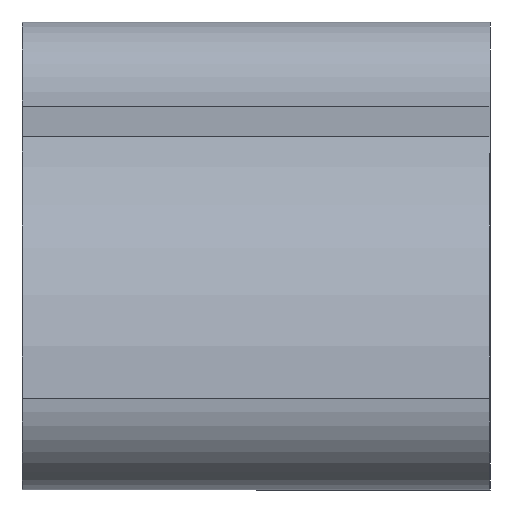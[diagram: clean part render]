
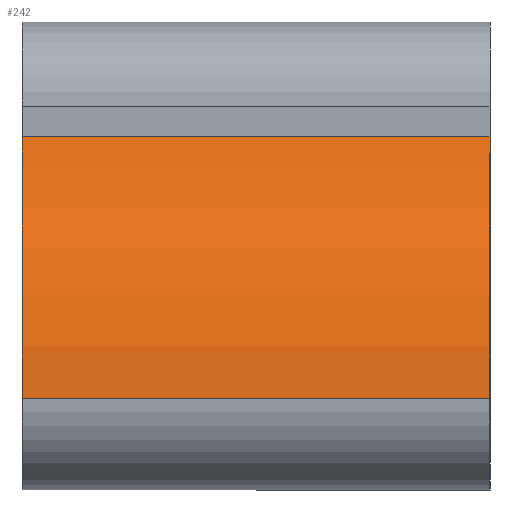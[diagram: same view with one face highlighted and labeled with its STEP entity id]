
A CAD part, left-side view. The second image highlights one B-rep face of the part: STEP entity #242.
In plain terms, the highlighted cylindrical face has radius 10 mm (diameter 20 mm), a partial arc.
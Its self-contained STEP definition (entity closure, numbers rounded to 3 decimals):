
#39=AXIS2_PLACEMENT_3D('Circle Axis2P3D',#37,#38,$) ;
#222=AXIS2_PLACEMENT_3D('Cylinder Axis2P3D',#219,#220,#221) ;
#233=AXIS2_PLACEMENT_3D('Circle Axis2P3D',#231,#232,$) ;
#37=CARTESIAN_POINT('Axis2P3D Location',(10.,0.,2.786)) ;
#41=CARTESIAN_POINT('Vertex',(0.001,0.,2.946)) ;
#43=CARTESIAN_POINT('Vertex',(4.8,0.,11.328)) ;
#193=CARTESIAN_POINT('Line Origine',(4.8,7.5,11.328)) ;
#197=CARTESIAN_POINT('Vertex',(4.8,15.,11.328)) ;
#219=CARTESIAN_POINT('Axis2P3D Location',(10.,8.11,2.786)) ;
#224=CARTESIAN_POINT('Line Origine',(0.001,8.11,2.946)) ;
#228=CARTESIAN_POINT('Vertex',(0.001,15.,2.946)) ;
#231=CARTESIAN_POINT('Axis2P3D Location',(10.,15.,2.786)) ;
#38=DIRECTION('Axis2P3D Direction',(0.,1.,0.)) ;
#194=DIRECTION('Vector Direction',(0.,1.,0.)) ;
#220=DIRECTION('Axis2P3D Direction',(0.,1.,0.)) ;
#221=DIRECTION('Axis2P3D XDirection',(-1.,0.,0.016)) ;
#225=DIRECTION('Vector Direction',(0.,1.,0.)) ;
#232=DIRECTION('Axis2P3D Direction',(0.,1.,0.)) ;
#195=VECTOR('Line Direction',#194,1.) ;
#226=VECTOR('Line Direction',#225,1.) ;
#237=ORIENTED_EDGE('',*,*,#230,.F.) ;
#238=ORIENTED_EDGE('',*,*,#45,.T.) ;
#239=ORIENTED_EDGE('',*,*,#199,.T.) ;
#240=ORIENTED_EDGE('',*,*,#235,.F.) ;
#242=ADVANCED_FACE('S3D-Kopie',(#241),#223,.T.) ;
#40=CIRCLE('generated circle',#39,10.) ;
#234=CIRCLE('generated circle',#233,10.) ;
#223=CYLINDRICAL_SURFACE('generated cylinder',#222,10.) ;
#45=EDGE_CURVE('',#42,#44,#40,.T.) ;
#199=EDGE_CURVE('',#44,#198,#196,.T.) ;
#230=EDGE_CURVE('',#42,#229,#227,.T.) ;
#235=EDGE_CURVE('',#229,#198,#234,.T.) ;
#236=EDGE_LOOP('',(#237,#238,#239,#240)) ;
#241=FACE_OUTER_BOUND('',#236,.T.) ;
#196=LINE('Line',#193,#195) ;
#227=LINE('Line',#224,#226) ;
#42=VERTEX_POINT('',#41) ;
#44=VERTEX_POINT('',#43) ;
#198=VERTEX_POINT('',#197) ;
#229=VERTEX_POINT('',#228) ;
